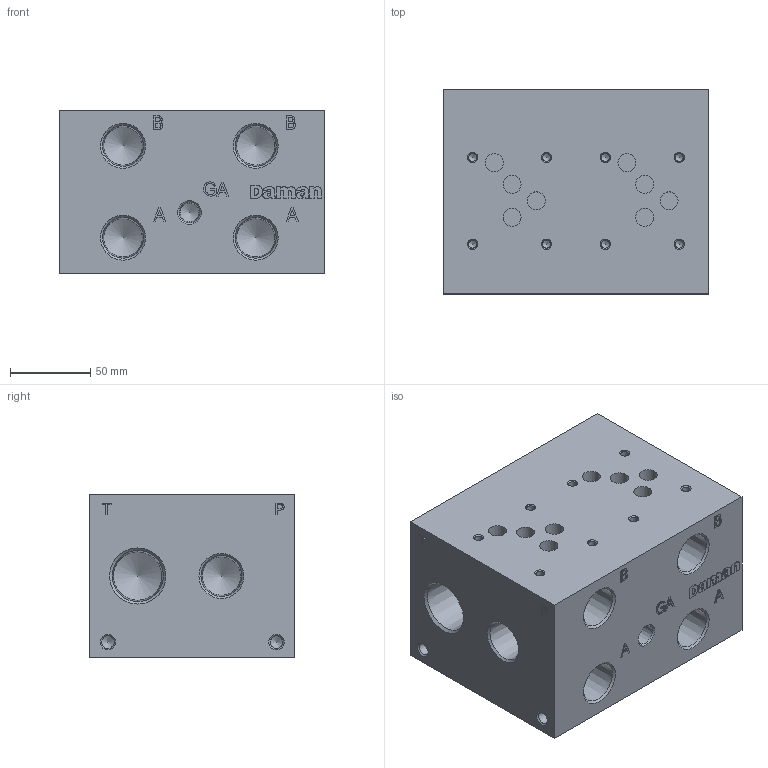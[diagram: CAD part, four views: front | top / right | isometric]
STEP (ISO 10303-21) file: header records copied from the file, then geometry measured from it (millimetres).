
FILE_DESCRIPTION( ( 'STEP AP214' ), ' ' );
FILE_NAME( 'AD05HP023P.stp', '2018-04-23T18:14:47', ( '' ), ( '' ), ' ', 'PARTsolutions', ' ' );
FILE_SCHEMA( ( 'AUTOMOTIVE_DESIGN { 1 0 10303 214 1 1 1 1 }' ) );
Length unit declared in the file: inch
Products named in the file (1): _AD05HP023P
Bounding box: 165.1 x 127 x 101.6 mm (x, y, z)
Volume: 1983376.9 mm3; surface area: 127163.5 mm2
Topology: 1 solids, 1 shells, 323 faces, 822 edges, 536 vertices
Faces by surface type: plane 199, cylinder 73, cone 51
Full cylindrical faces by diameter (mm): 4.976 x8, 7.805 x4, 11.201 x8
Entity records: 11759 total; most frequent: CARTESIAN_POINT 1578, DIRECTION 1557, ORIENTED_EDGE 1448, EDGE_CURVE 724, LINE 539, VECTOR 539, VERTEX_POINT 530, AXIS2_PLACEMENT_3D 509
